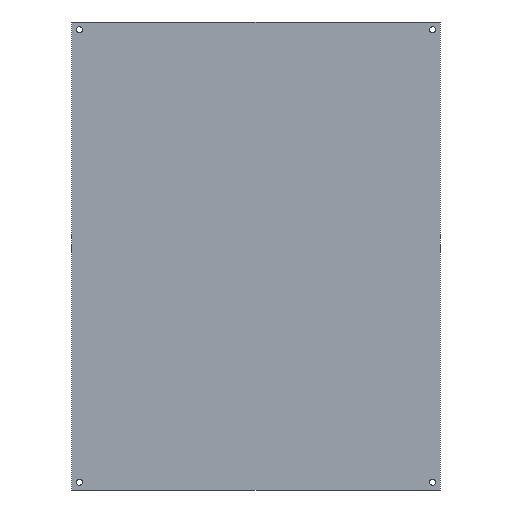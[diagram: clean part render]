
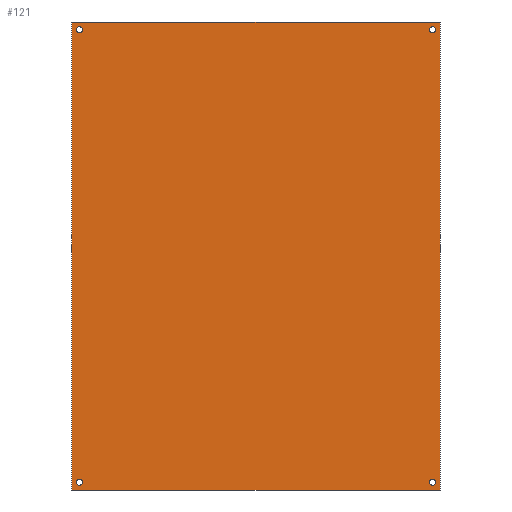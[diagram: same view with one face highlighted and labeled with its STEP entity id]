
A CAD part, front view. The second image highlights one B-rep face of the part: STEP entity #121.
In plain terms, the highlighted planar face has unit normal (0, -1, 0).
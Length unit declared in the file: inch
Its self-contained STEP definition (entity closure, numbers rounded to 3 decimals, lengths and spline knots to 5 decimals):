
#3 = FACE_BOUND ( 'NONE', #134, .T. ) ;
#6 = CARTESIAN_POINT ( 'NONE',  ( -7.44, -0.0747, 9.44 ) ) ;
#8 = DIRECTION ( 'NONE',  ( 0., 1., 0. ) ) ;
#10 = ORIENTED_EDGE ( 'NONE', *, *, #17, .F. ) ;
#11 = DIRECTION ( 'NONE',  ( 0., 1., 0. ) ) ;
#17 = EDGE_CURVE ( 'NONE', #233, #225, #235, .T. ) ;
#18 = VERTEX_POINT ( 'NONE', #111 ) ;
#29 = DIRECTION ( 'NONE',  ( 0., 0., 1. ) ) ;
#31 = ORIENTED_EDGE ( 'NONE', *, *, #299, .T. ) ;
#33 = DIRECTION ( 'NONE',  ( 0., 1., 0. ) ) ;
#36 = DIRECTION ( 'NONE',  ( 0., 0., -1. ) ) ;
#49 = FACE_BOUND ( 'NONE', #84, .T. ) ;
#53 = AXIS2_PLACEMENT_3D ( 'NONE', #166, #75, #29 ) ;
#59 = DIRECTION ( 'NONE',  ( 0., 0., -1. ) ) ;
#64 = CIRCLE ( 'NONE', #315, 0.125 ) ;
#66 = AXIS2_PLACEMENT_3D ( 'NONE', #252, #33, #192 ) ;
#68 = ORIENTED_EDGE ( 'NONE', *, *, #221, .F. ) ;
#71 = FACE_BOUND ( 'NONE', #183, .T. ) ;
#75 = DIRECTION ( 'NONE',  ( 0., 1., 0. ) ) ;
#77 = CARTESIAN_POINT ( 'NONE',  ( -7.44, -0.0747, 9.44 ) ) ;
#84 = EDGE_LOOP ( 'NONE', ( #224 ) ) ;
#86 = CARTESIAN_POINT ( 'NONE',  ( 7.125, -0.0747, 9. ) ) ;
#90 = CARTESIAN_POINT ( 'NONE',  ( -7.125, -0.0747, 9.125 ) ) ;
#92 = EDGE_CURVE ( 'NONE', #308, #308, #245, .T. ) ;
#93 = VECTOR ( 'NONE', #343, 39.37008 ) ;
#96 = VERTEX_POINT ( 'NONE', #335 ) ;
#98 = AXIS2_PLACEMENT_3D ( 'NONE', #155, #340, #205 ) ;
#105 = ORIENTED_EDGE ( 'NONE', *, *, #313, .T. ) ;
#111 = CARTESIAN_POINT ( 'NONE',  ( -7.125, -0.0747, -9.25 ) ) ;
#116 = DIRECTION ( 'NONE',  ( -1., 0., 0. ) ) ;
#119 = FACE_OUTER_BOUND ( 'NONE', #141, .T. ) ;
#121 = ADVANCED_FACE ( 'NONE', ( #302, #3, #49, #71, #119 ), #139, .F. ) ;
#130 = CARTESIAN_POINT ( 'NONE',  ( 7.44, -0.0747, 9.44 ) ) ;
#134 = EDGE_LOOP ( 'NONE', ( #105 ) ) ;
#139 = PLANE ( 'NONE',  #53 ) ;
#141 = EDGE_LOOP ( 'NONE', ( #151, #10, #68, #312 ) ) ;
#151 = ORIENTED_EDGE ( 'NONE', *, *, #333, .F. ) ;
#155 = CARTESIAN_POINT ( 'NONE',  ( 7.125, -0.0747, 9.125 ) ) ;
#161 = CARTESIAN_POINT ( 'NONE',  ( -7.44, -0.0747, -9.44 ) ) ;
#163 = CIRCLE ( 'NONE', #66, 0.125 ) ;
#166 = CARTESIAN_POINT ( 'NONE',  ( 0., -0.0747, 0. ) ) ;
#171 = CARTESIAN_POINT ( 'NONE',  ( -7.125, -0.0747, -9.125 ) ) ;
#178 = VECTOR ( 'NONE', #116, 39.37008 ) ;
#179 = VECTOR ( 'NONE', #311, 39.37008 ) ;
#183 = EDGE_LOOP ( 'NONE', ( #286 ) ) ;
#191 = CARTESIAN_POINT ( 'NONE',  ( -7.125, -0.0747, 9. ) ) ;
#192 = DIRECTION ( 'NONE',  ( 0., 0., -1. ) ) ;
#201 = EDGE_CURVE ( 'NONE', #96, #281, #227, .T. ) ;
#205 = DIRECTION ( 'NONE',  ( 0., 0., -1. ) ) ;
#210 = CARTESIAN_POINT ( 'NONE',  ( 7.44, -0.0747, -9.44 ) ) ;
#219 = EDGE_LOOP ( 'NONE', ( #31 ) ) ;
#221 = EDGE_CURVE ( 'NONE', #281, #233, #316, .T. ) ;
#222 = CARTESIAN_POINT ( 'NONE',  ( 7.44, -0.0747, 9.44 ) ) ;
#224 = ORIENTED_EDGE ( 'NONE', *, *, #92, .T. ) ;
#225 = VERTEX_POINT ( 'NONE', #210 ) ;
#227 = LINE ( 'NONE', #161, #93 ) ;
#233 = VERTEX_POINT ( 'NONE', #222 ) ;
#235 = LINE ( 'NONE', #130, #179 ) ;
#240 = EDGE_CURVE ( 'NONE', #342, #342, #290, .T. ) ;
#245 = CIRCLE ( 'NONE', #98, 0.125 ) ;
#247 = AXIS2_PLACEMENT_3D ( 'NONE', #90, #8, #59 ) ;
#252 = CARTESIAN_POINT ( 'NONE',  ( 7.125, -0.0747, -9.125 ) ) ;
#275 = CARTESIAN_POINT ( 'NONE',  ( 7.44, -0.0747, -9.44 ) ) ;
#280 = VECTOR ( 'NONE', #346, 39.37008 ) ;
#281 = VERTEX_POINT ( 'NONE', #6 ) ;
#286 = ORIENTED_EDGE ( 'NONE', *, *, #240, .T. ) ;
#290 = CIRCLE ( 'NONE', #247, 0.125 ) ;
#299 = EDGE_CURVE ( 'NONE', #337, #337, #163, .T. ) ;
#300 = CARTESIAN_POINT ( 'NONE',  ( 7.125, -0.0747, -9.25 ) ) ;
#302 = FACE_BOUND ( 'NONE', #219, .T. ) ;
#308 = VERTEX_POINT ( 'NONE', #86 ) ;
#311 = DIRECTION ( 'NONE',  ( 0., 0., -1. ) ) ;
#312 = ORIENTED_EDGE ( 'NONE', *, *, #201, .F. ) ;
#313 = EDGE_CURVE ( 'NONE', #18, #18, #64, .T. ) ;
#315 = AXIS2_PLACEMENT_3D ( 'NONE', #171, #11, #36 ) ;
#316 = LINE ( 'NONE', #77, #280 ) ;
#326 = LINE ( 'NONE', #275, #178 ) ;
#333 = EDGE_CURVE ( 'NONE', #225, #96, #326, .T. ) ;
#335 = CARTESIAN_POINT ( 'NONE',  ( -7.44, -0.0747, -9.44 ) ) ;
#337 = VERTEX_POINT ( 'NONE', #300 ) ;
#340 = DIRECTION ( 'NONE',  ( 0., 1., 0. ) ) ;
#342 = VERTEX_POINT ( 'NONE', #191 ) ;
#343 = DIRECTION ( 'NONE',  ( 0., 0., 1. ) ) ;
#346 = DIRECTION ( 'NONE',  ( 1., 0., 0. ) ) ;
